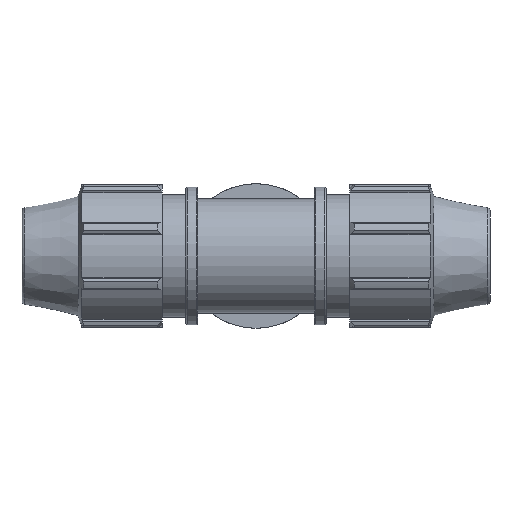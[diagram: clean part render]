
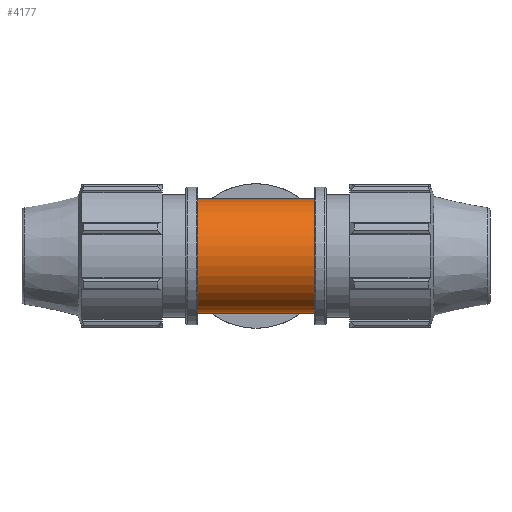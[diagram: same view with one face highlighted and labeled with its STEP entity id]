
A CAD part, front view. The second image highlights one B-rep face of the part: STEP entity #4177.
In plain terms, the highlighted cylindrical face has radius 18 mm (diameter 36 mm), a full revolution.
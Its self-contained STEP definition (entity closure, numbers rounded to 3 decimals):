
#935=FACE_BOUND('',#1285,.T.);
#936=FACE_BOUND('',#1286,.T.);
#981=CYLINDRICAL_SURFACE('',#4415,18.);
#1048=FACE_OUTER_BOUND('',#1284,.T.);
#1284=EDGE_LOOP('',(#2754));
#1285=EDGE_LOOP('',(#2755));
#1286=EDGE_LOOP('',(#2756));
#1563=B_SPLINE_CURVE_WITH_KNOTS('',3,(#6137,#6138,#6139,#6140,#6141,#6142,
#6143,#6144,#6145,#6146,#6147,#6148,#6149,#6150,#6151,#6152,#6153,#6154,
#6155,#6156,#6157,#6158,#6159,#6160,#6161),.UNSPECIFIED.,.T.,.F.,(4,1,1,
1,1,1,1,1,1,1,1,1,1,1,1,1,1,1,1,1,1,1,4),(-9.92,-9.566,
-9.212,-8.503,-8.031,-7.558,
-7.086,-6.614,-6.141,-5.669,
-5.196,-4.96,-4.724,-4.252,
-4.015,-3.779,-2.834,-2.362,
-1.89,-1.417,-0.709,-0.354,
0.),.UNSPECIFIED.);
#1578=CIRCLE('',#4416,18.);
#1579=CIRCLE('',#4417,18.);
#1747=VERTEX_POINT('',#6109);
#1750=VERTEX_POINT('',#6166);
#1751=VERTEX_POINT('',#6168);
#2155=EDGE_CURVE('',#1747,#1747,#1563,.T.);
#2157=EDGE_CURVE('',#1750,#1750,#1578,.T.);
#2158=EDGE_CURVE('',#1751,#1751,#1579,.T.);
#2754=ORIENTED_EDGE('',*,*,#2157,.F.);
#2755=ORIENTED_EDGE('',*,*,#2158,.T.);
#2756=ORIENTED_EDGE('',*,*,#2155,.F.);
#4177=ADVANCED_FACE('',(#1048,#935,#936),#981,.T.);
#4415=AXIS2_PLACEMENT_3D('',#6165,#4829,#4830);
#4416=AXIS2_PLACEMENT_3D('',#6167,#4831,#4832);
#4417=AXIS2_PLACEMENT_3D('',#6169,#4833,#4834);
#4829=DIRECTION('center_axis',(1.,0.,0.));
#4830=DIRECTION('ref_axis',(0.,1.,0.));
#4831=DIRECTION('center_axis',(1.,0.,0.));
#4832=DIRECTION('ref_axis',(0.,0.,-1.));
#4833=DIRECTION('center_axis',(1.,0.,0.));
#4834=DIRECTION('ref_axis',(0.,0.,-1.));
#6109=CARTESIAN_POINT('',(0.,9.48,15.301));
#6137=CARTESIAN_POINT('Ctrl Pts',(0.,9.48,15.301));
#6138=CARTESIAN_POINT('Ctrl Pts',(1.292,9.48,15.301));
#6139=CARTESIAN_POINT('Ctrl Pts',(3.876,9.996,14.993));
#6140=CARTESIAN_POINT('Ctrl Pts',(8.277,12.135,13.441));
#6141=CARTESIAN_POINT('Ctrl Pts',(12.166,14.88,10.561));
#6142=CARTESIAN_POINT('Ctrl Pts',(15.126,17.168,6.028));
#6143=CARTESIAN_POINT('Ctrl Pts',(16.387,18.19,1.267));
#6144=CARTESIAN_POINT('Ctrl Pts',(15.949,17.832,-3.733));
#6145=CARTESIAN_POINT('Ctrl Pts',(13.986,16.273,-8.094));
#6146=CARTESIAN_POINT('Ctrl Pts',(10.986,14.026,-11.487));
#6147=CARTESIAN_POINT('Ctrl Pts',(7.247,11.576,-13.9));
#6148=CARTESIAN_POINT('Ctrl Pts',(3.46,9.823,-15.095));
#6149=CARTESIAN_POINT('Ctrl Pts',(0.,9.366,
-15.37));
#6150=CARTESIAN_POINT('Ctrl Pts',(-3.46,9.824,-15.093));
#6151=CARTESIAN_POINT('Ctrl Pts',(-6.489,11.223,-14.143));
#6152=CARTESIAN_POINT('Ctrl Pts',(-9.116,12.799,-12.69));
#6153=CARTESIAN_POINT('Ctrl Pts',(-12.659,15.2,-10.06));
#6154=CARTESIAN_POINT('Ctrl Pts',(-15.786,17.708,-5.425));
#6155=CARTESIAN_POINT('Ctrl Pts',(-16.393,18.191,1.275));
#6156=CARTESIAN_POINT('Ctrl Pts',(-15.124,17.168,6.024));
#6157=CARTESIAN_POINT('Ctrl Pts',(-12.168,14.881,10.564));
#6158=CARTESIAN_POINT('Ctrl Pts',(-8.277,12.135,13.439));
#6159=CARTESIAN_POINT('Ctrl Pts',(-3.877,9.996,14.994));
#6160=CARTESIAN_POINT('Ctrl Pts',(-1.292,9.48,15.301));
#6161=CARTESIAN_POINT('Ctrl Pts',(0.,9.48,15.301));
#6165=CARTESIAN_POINT('Origin',(9.188,0.,0.));
#6166=CARTESIAN_POINT('',(18.375,18.,0.));
#6167=CARTESIAN_POINT('Origin',(18.375,0.,0.));
#6168=CARTESIAN_POINT('',(-18.375,18.,0.));
#6169=CARTESIAN_POINT('Origin',(-18.375,0.,0.));
